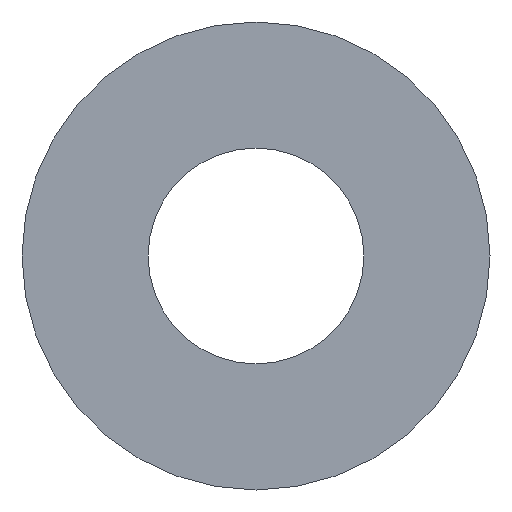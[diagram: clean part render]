
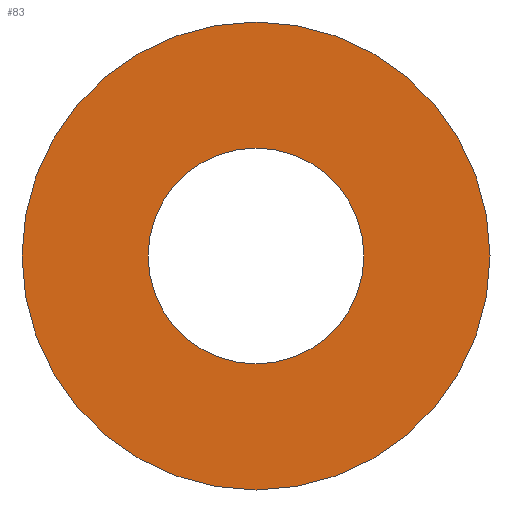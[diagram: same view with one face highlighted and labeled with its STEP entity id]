
A CAD part, front view. The second image highlights one B-rep face of the part: STEP entity #83.
In plain terms, the highlighted planar face has unit normal (0, -1, 0).
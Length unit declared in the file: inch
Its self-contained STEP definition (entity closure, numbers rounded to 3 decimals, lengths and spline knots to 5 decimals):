
#16=FACE_BOUND('',#27,.T.);
#18=PLANE('',#113);
#21=FACE_OUTER_BOUND('',#26,.T.);
#26=EDGE_LOOP('',(#69,#70));
#27=EDGE_LOOP('',(#71,#72));
#33=CIRCLE('',#106,0.1875);
#36=CIRCLE('',#109,0.1875);
#39=CIRCLE('',#114,0.0865);
#40=CIRCLE('',#115,0.0865);
#41=VERTEX_POINT('',#147);
#42=VERTEX_POINT('',#148);
#47=VERTEX_POINT('',#162);
#48=VERTEX_POINT('',#163);
#49=EDGE_CURVE('',#41,#42,#33,.T.);
#53=EDGE_CURVE('',#42,#41,#36,.T.);
#56=EDGE_CURVE('',#47,#48,#39,.T.);
#57=EDGE_CURVE('',#48,#47,#40,.T.);
#69=ORIENTED_EDGE('',*,*,#49,.F.);
#70=ORIENTED_EDGE('',*,*,#53,.F.);
#71=ORIENTED_EDGE('',*,*,#56,.T.);
#72=ORIENTED_EDGE('',*,*,#57,.T.);
#83=ADVANCED_FACE('',(#21,#16),#18,.F.);
#106=AXIS2_PLACEMENT_3D('',#149,#121,#122);
#109=AXIS2_PLACEMENT_3D('',#155,#128,#129);
#113=AXIS2_PLACEMENT_3D('',#161,#136,#137);
#114=AXIS2_PLACEMENT_3D('',#164,#138,#139);
#115=AXIS2_PLACEMENT_3D('',#165,#140,#141);
#121=DIRECTION('center_axis',(0.,1.,0.));
#122=DIRECTION('ref_axis',(0.,0.,1.));
#128=DIRECTION('center_axis',(0.,1.,0.));
#129=DIRECTION('ref_axis',(0.,0.,1.));
#136=DIRECTION('center_axis',(0.,1.,0.));
#137=DIRECTION('ref_axis',(0.,0.,1.));
#138=DIRECTION('center_axis',(0.,1.,0.));
#139=DIRECTION('ref_axis',(0.,0.,1.));
#140=DIRECTION('center_axis',(0.,1.,0.));
#141=DIRECTION('ref_axis',(0.,0.,1.));
#147=CARTESIAN_POINT('',(0.,0.,-0.1875));
#148=CARTESIAN_POINT('',(0.,0.,0.1875));
#149=CARTESIAN_POINT('Origin',(0.,0.,0.));
#155=CARTESIAN_POINT('Origin',(0.,0.,0.));
#161=CARTESIAN_POINT('Origin',(0.,0.,0.));
#162=CARTESIAN_POINT('',(0.,0.,-0.0865));
#163=CARTESIAN_POINT('',(0.,0.,0.0865));
#164=CARTESIAN_POINT('Origin',(0.,0.,0.));
#165=CARTESIAN_POINT('Origin',(0.,0.,0.));
